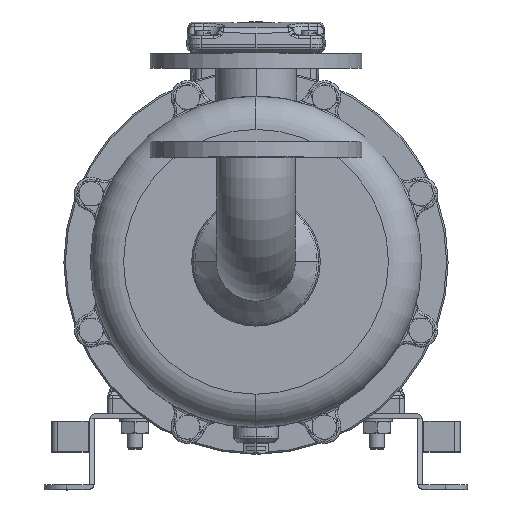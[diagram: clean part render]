
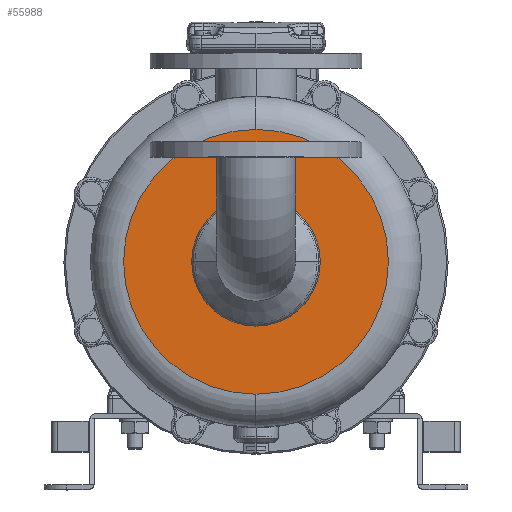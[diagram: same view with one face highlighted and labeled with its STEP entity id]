
A CAD part, top view. The second image highlights one B-rep face of the part: STEP entity #55988.
In plain terms, the highlighted face is planar.
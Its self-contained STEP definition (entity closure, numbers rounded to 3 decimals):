
#3412 = AXIS2_PLACEMENT_3D ( 'NONE', #37073, #96430, #45672 ) ;
#6588 = CARTESIAN_POINT ( 'NONE',  ( 54.75, 13., 0. ) ) ;
#15110 = DIRECTION ( 'NONE',  ( 0., 0., -1. ) ) ;
#17045 = ORIENTED_EDGE ( 'NONE', *, *, #50895, .F. ) ;
#17749 = FACE_BOUND ( 'NONE', #51175, .T. ) ;
#19320 = CIRCLE ( 'NONE', #104186, 87.5 ) ;
#23571 = PLANE ( 'NONE',  #89858 ) ;
#30026 = CARTESIAN_POINT ( 'NONE',  ( 54.75, 13., 0. ) ) ;
#34038 = ORIENTED_EDGE ( 'NONE', *, *, #40270, .T. ) ;
#37073 = CARTESIAN_POINT ( 'NONE',  ( 54.75, 13., 0. ) ) ;
#38525 = DIRECTION ( 'NONE',  ( 0., 0., -1. ) ) ;
#39074 = CARTESIAN_POINT ( 'NONE',  ( 54.75, 13., 40.5 ) ) ;
#39776 = DIRECTION ( 'NONE',  ( 0., 1., 0. ) ) ;
#40270 = EDGE_CURVE ( 'NONE', #100164, #91836, #19320, .T. ) ;
#45672 = DIRECTION ( 'NONE',  ( 0., 0., -1. ) ) ;
#46451 = AXIS2_PLACEMENT_3D ( 'NONE', #6588, #65909, #15110 ) ;
#46950 = EDGE_LOOP ( 'NONE', ( #49985, #34038 ) ) ;
#47942 = CARTESIAN_POINT ( 'NONE',  ( 54.75, 13., -40.5 ) ) ;
#47985 = VERTEX_POINT ( 'NONE', #39074 ) ;
#49985 = ORIENTED_EDGE ( 'NONE', *, *, #50990, .T. ) ;
#50895 = EDGE_CURVE ( 'NONE', #73308, #47985, #72111, .T. ) ;
#50990 = EDGE_CURVE ( 'NONE', #91836, #100164, #64156, .T. ) ;
#51175 = EDGE_LOOP ( 'NONE', ( #17045, #65853 ) ) ;
#55988 = ADVANCED_FACE ( 'NONE', ( #62903, #17749 ), #23571, .F. ) ;
#57683 = DIRECTION ( 'NONE',  ( 0., 0., -1. ) ) ;
#60269 = AXIS2_PLACEMENT_3D ( 'NONE', #30026, #89365, #38525 ) ;
#62903 = FACE_OUTER_BOUND ( 'NONE', #46950, .T. ) ;
#64156 = CIRCLE ( 'NONE', #60269, 87.5 ) ;
#65853 = ORIENTED_EDGE ( 'NONE', *, *, #82172, .F. ) ;
#65909 = DIRECTION ( 'NONE',  ( 0., 1., 0. ) ) ;
#72111 = CIRCLE ( 'NONE', #3412, 40.5 ) ;
#73308 = VERTEX_POINT ( 'NONE', #47942 ) ;
#81578 = CIRCLE ( 'NONE', #46451, 40.5 ) ;
#82172 = EDGE_CURVE ( 'NONE', #47985, #73308, #81578, .T. ) ;
#82876 = CARTESIAN_POINT ( 'NONE',  ( 54.75, 13., 0. ) ) ;
#89365 = DIRECTION ( 'NONE',  ( 0., 1., 0. ) ) ;
#89858 = AXIS2_PLACEMENT_3D ( 'NONE', #82876, #108477, #57683 ) ;
#90608 = CARTESIAN_POINT ( 'NONE',  ( 54.75, 13., 0. ) ) ;
#90835 = CARTESIAN_POINT ( 'NONE',  ( 54.75, 13., 87.5 ) ) ;
#91836 = VERTEX_POINT ( 'NONE', #100473 ) ;
#96430 = DIRECTION ( 'NONE',  ( 0., 1., 0. ) ) ;
#99108 = DIRECTION ( 'NONE',  ( 0., 0., -1. ) ) ;
#100164 = VERTEX_POINT ( 'NONE', #90835 ) ;
#100473 = CARTESIAN_POINT ( 'NONE',  ( 54.75, 13., -87.5 ) ) ;
#104186 = AXIS2_PLACEMENT_3D ( 'NONE', #90608, #39776, #99108 ) ;
#108477 = DIRECTION ( 'NONE',  ( 0., -1., 0. ) ) ;
